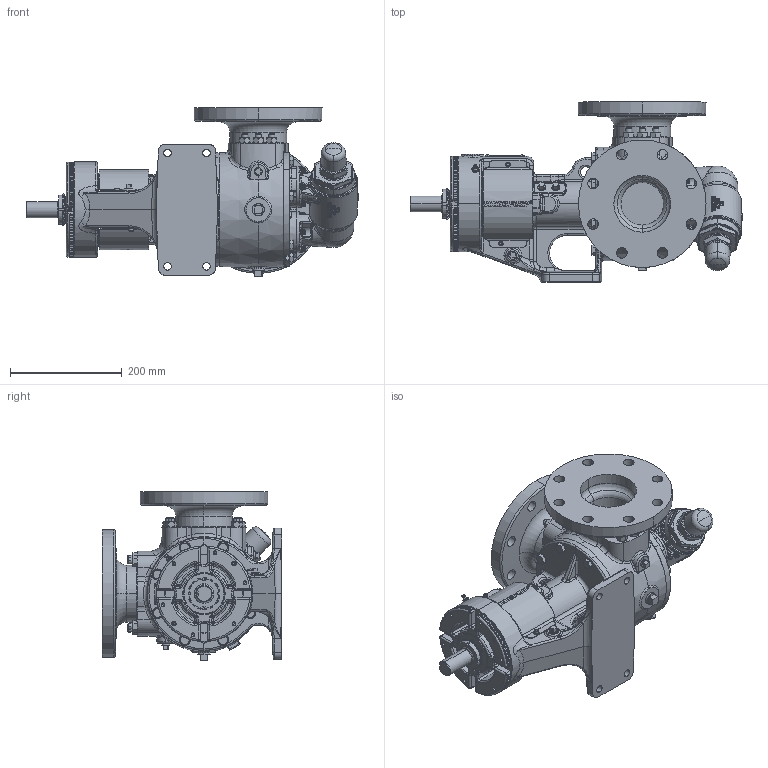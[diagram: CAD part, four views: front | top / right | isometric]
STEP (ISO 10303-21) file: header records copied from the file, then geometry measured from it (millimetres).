
FILE_DESCRIPTION (( 'STEP AP214' ), '1' );
FILE_NAME ('KV-2751.step', '2025-12-05T05:51:15', ( '' ), ( '' ), 'SwSTEP 2.0', 'SolidWorks 2024', '' );
FILE_SCHEMA (( 'AUTOMOTIVE_DESIGN' ));
Length unit declared in the file: inch
Products named in the file (1): KV-2751
Bounding box: 594.8 x 322.33 x 301.88 mm (x, y, z)
Volume: 11293850.4 mm3; surface area: 885643.6 mm2
Topology: 1 solids, 1 shells, 5357 faces, 13519 edges, 8349 vertices
Faces by surface type: plane 1803, bspline 1463, cone 998, cylinder 781, torus 220, sphere 92
Entity records: 229585 total; most frequent: CARTESIAN_POINT 113644, ORIENTED_EDGE 26804, DIRECTION 20204, EDGE_CURVE 13402, VERTEX_POINT 8342, AXIS2_PLACEMENT_3D 7659, EDGE_LOOP 5706, FACE_OUTER_BOUND 5357
